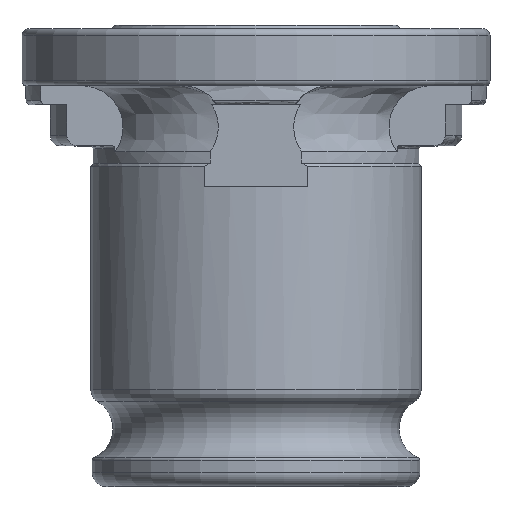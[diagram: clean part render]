
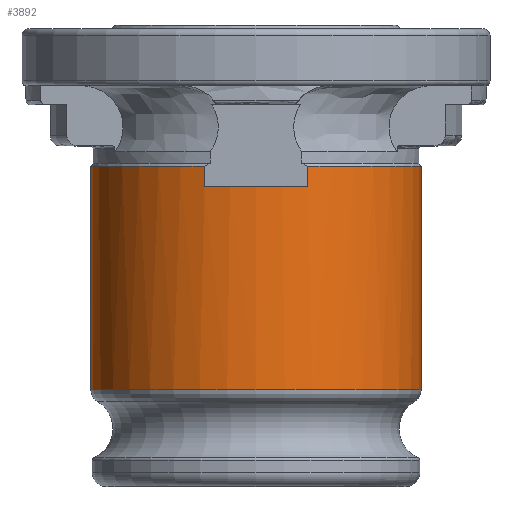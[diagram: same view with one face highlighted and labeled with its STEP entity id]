
A CAD part, top view. The second image highlights one B-rep face of the part: STEP entity #3892.
In plain terms, the highlighted cylindrical face has radius 24 mm (diameter 48 mm), a partial arc.
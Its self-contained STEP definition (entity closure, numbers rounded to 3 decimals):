
#417=CARTESIAN_POINT('',(7.494,-20.,22.8));
#419=DIRECTION('',(0.,1.,0.));
#420=VECTOR('',#419,3.);
#421=CARTESIAN_POINT('',(7.494,-23.,22.8));
#422=LINE('',#421,#420);
#427=DIRECTION('',(0.,1.,0.));
#428=VECTOR('',#427,3.);
#429=CARTESIAN_POINT('',(-7.494,-23.,22.8));
#430=LINE('',#429,#428);
#431=CARTESIAN_POINT('',(-7.494,-20.,22.8));
#512=DIRECTION('',(0.,-1.,0.));
#513=VECTOR('',#512,32.443);
#514=CARTESIAN_POINT('',(-24.,-20.,0.));
#515=LINE('',#514,#513);
#516=DIRECTION('',(0.,-1.,0.));
#517=VECTOR('',#516,32.443);
#518=CARTESIAN_POINT('',(24.,-20.,0.));
#519=LINE('',#518,#517);
#535=CARTESIAN_POINT('',(0.,-20.,0.));
#536=DIRECTION('',(0.,1.,0.));
#537=DIRECTION('',(0.312,0.,0.95));
#538=AXIS2_PLACEMENT_3D('',#535,#536,#537);
#540=CARTESIAN_POINT('',(0.,-20.,0.));
#541=DIRECTION('',(0.,1.,0.));
#542=DIRECTION('',(-1.,0.,0.));
#543=AXIS2_PLACEMENT_3D('',#540,#541,#542);
#545=CARTESIAN_POINT('',(0.,-23.,0.));
#546=DIRECTION('',(0.,1.,0.));
#547=DIRECTION('',(-0.312,0.,0.95));
#548=AXIS2_PLACEMENT_3D('',#545,#546,#547);
#550=CARTESIAN_POINT('',(0.,-52.443,0.));
#551=DIRECTION('',(0.,-1.,0.));
#552=DIRECTION('',(1.,0.,0.));
#553=AXIS2_PLACEMENT_3D('',#550,#551,#552);
#2628=CARTESIAN_POINT('',(24.,-52.443,0.));
#2629=CARTESIAN_POINT('',(-24.,-52.443,0.));
#2630=VERTEX_POINT('',#2628);
#2631=VERTEX_POINT('',#2629);
#2636=CARTESIAN_POINT('',(-24.,-20.,0.));
#2637=VERTEX_POINT('',#2636);
#2638=CARTESIAN_POINT('',(24.,-20.,0.));
#2639=VERTEX_POINT('',#2638);
#2879=VERTEX_POINT('',#431);
#2880=VERTEX_POINT('',#417);
#2881=CARTESIAN_POINT('',(-7.494,-23.,22.8));
#2882=CARTESIAN_POINT('',(7.494,-23.,22.8));
#2883=VERTEX_POINT('',#2881);
#2884=VERTEX_POINT('',#2882);
#3875=CARTESIAN_POINT('',(0.,-69.825,0.));
#3876=DIRECTION('',(0.,1.,0.));
#3877=DIRECTION('',(1.,0.,0.));
#3878=AXIS2_PLACEMENT_3D('',#3875,#3876,#3877);
#3879=CYLINDRICAL_SURFACE('',#3878,24.);
#3881=ORIENTED_EDGE('',*,*,#3880,.T.);
#3882=ORIENTED_EDGE('',*,*,#3737,.T.);
#3883=ORIENTED_EDGE('',*,*,#3823,.T.);
#3884=ORIENTED_EDGE('',*,*,#3844,.T.);
#3886=ORIENTED_EDGE('',*,*,#3885,.T.);
#3887=ORIENTED_EDGE('',*,*,#3840,.F.);
#3888=ORIENTED_EDGE('',*,*,#3869,.T.);
#3889=ORIENTED_EDGE('',*,*,#3741,.F.);
#3890=EDGE_LOOP('',(#3881,#3882,#3883,#3884,#3886,#3887,#3888,#3889));
#3891=FACE_OUTER_BOUND('',#3890,.F.);
#3892=ADVANCED_FACE('',(#3891),#3879,.T.);
#539=CIRCLE('',#538,24.);
#544=CIRCLE('',#543,24.);
#549=CIRCLE('',#548,24.);
#554=CIRCLE('',#553,24.);
#3737=EDGE_CURVE('',#2884,#2880,#422,.T.);
#3741=EDGE_CURVE('',#2883,#2879,#430,.T.);
#3823=EDGE_CURVE('',#2880,#2639,#539,.T.);
#3840=EDGE_CURVE('',#2637,#2631,#515,.T.);
#3844=EDGE_CURVE('',#2639,#2630,#519,.T.);
#3869=EDGE_CURVE('',#2637,#2879,#544,.T.);
#3880=EDGE_CURVE('',#2883,#2884,#549,.T.);
#3885=EDGE_CURVE('',#2630,#2631,#554,.T.);
